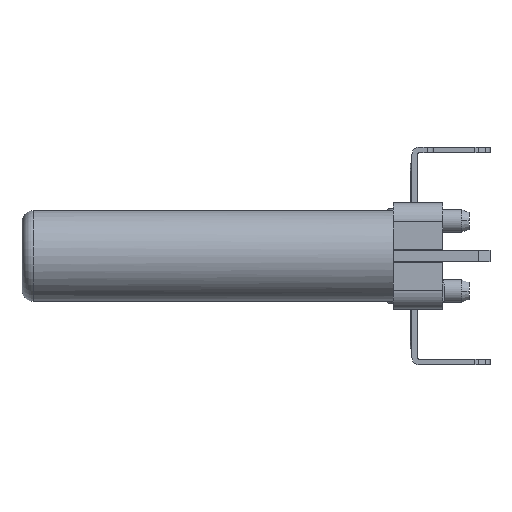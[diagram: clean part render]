
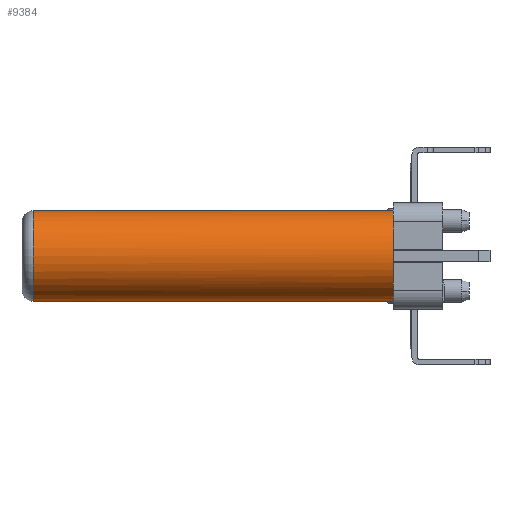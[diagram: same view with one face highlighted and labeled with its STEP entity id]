
A CAD part, left-side view. The second image highlights one B-rep face of the part: STEP entity #9384.
In plain terms, the highlighted cylindrical face has radius 1.2 mm (diameter 2.4 mm), a partial arc.
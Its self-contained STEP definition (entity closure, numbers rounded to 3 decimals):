
#684=CARTESIAN_POINT('',(-2.925,0.49,0.));
#685=DIRECTION('',(0.,1.,0.));
#686=DIRECTION('',(-0.989,0.,0.146));
#687=AXIS2_PLACEMENT_3D('',#684,#685,#686);
#1022=CARTESIAN_POINT('',(-2.925,0.,0.));
#1023=DIRECTION('',(0.,1.,0.));
#1024=DIRECTION('',(-0.989,0.,-0.146));
#1025=AXIS2_PLACEMENT_3D('',#1022,#1023,#1024);
#1031=CARTESIAN_POINT('',(-2.925,0.,0.));
#1032=DIRECTION('',(0.,1.,0.));
#1033=DIRECTION('',(-0.992,0.,0.125));
#1034=AXIS2_PLACEMENT_3D('',#1031,#1032,#1033);
#1088=DIRECTION('',(0.,1.,0.));
#1089=VECTOR('',#1088,0.49);
#1090=CARTESIAN_POINT('',(-4.116,0.,-0.15));
#1091=LINE('',#1090,#1089);
#1092=DIRECTION('',(0.,1.,0.));
#1093=VECTOR('',#1092,0.49);
#1094=CARTESIAN_POINT('',(-4.112,0.,-0.175));
#1095=LINE('',#1094,#1093);
#1096=DIRECTION('',(0.,1.,0.));
#1097=VECTOR('',#1096,9.5);
#1098=CARTESIAN_POINT('',(-2.925,0.49,-1.2));
#1099=LINE('',#1098,#1097);
#1100=DIRECTION('',(0.,-1.,0.));
#1101=VECTOR('',#1100,9.5);
#1102=CARTESIAN_POINT('',(-2.925,9.99,1.2));
#1103=LINE('',#1102,#1101);
#1104=DIRECTION('',(0.,-1.,0.));
#1105=VECTOR('',#1104,0.49);
#1106=CARTESIAN_POINT('',(-4.112,0.49,0.175));
#1107=LINE('',#1106,#1105);
#1108=DIRECTION('',(0.,1.,0.));
#1109=VECTOR('',#1108,0.49);
#1110=CARTESIAN_POINT('',(-4.116,0.,0.15));
#1111=LINE('',#1110,#1109);
#1112=CARTESIAN_POINT('',(-2.925,0.49,0.));
#1113=DIRECTION('',(0.,-1.,0.));
#1114=DIRECTION('',(-0.992,0.,0.125));
#1115=AXIS2_PLACEMENT_3D('',#1112,#1113,#1114);
#1185=CARTESIAN_POINT('',(-2.925,0.49,0.));
#1186=DIRECTION('',(0.,1.,0.));
#1187=DIRECTION('',(0.,0.,-1.));
#1188=AXIS2_PLACEMENT_3D('',#1185,#1186,#1187);
#2953=CARTESIAN_POINT('',(-2.925,9.99,0.));
#2954=DIRECTION('',(0.,-1.,0.));
#2955=DIRECTION('',(0.,0.,1.));
#2956=AXIS2_PLACEMENT_3D('',#2953,#2954,#2955);
#2958=CARTESIAN_POINT('',(-2.925,9.99,0.));
#2959=DIRECTION('',(0.,-1.,0.));
#2960=DIRECTION('',(-1.,0.,0.));
#2961=AXIS2_PLACEMENT_3D('',#2958,#2959,#2960);
#6435=CARTESIAN_POINT('',(-4.112,0.,0.175));
#6436=VERTEX_POINT('',#6435);
#6437=CARTESIAN_POINT('',(-4.112,0.49,0.175));
#6438=VERTEX_POINT('',#6437);
#6483=CARTESIAN_POINT('',(-4.112,0.49,-0.175));
#6484=VERTEX_POINT('',#6483);
#6485=CARTESIAN_POINT('',(-4.112,0.,-0.175));
#6486=VERTEX_POINT('',#6485);
#6895=CARTESIAN_POINT('',(-2.925,0.49,-1.2));
#6896=VERTEX_POINT('',#6895);
#6903=CARTESIAN_POINT('',(-2.925,9.99,-1.2));
#6904=VERTEX_POINT('',#6903);
#6911=CARTESIAN_POINT('',(-4.125,9.99,0.));
#6912=VERTEX_POINT('',#6911);
#6913=CARTESIAN_POINT('',(-2.925,9.99,1.2));
#6914=VERTEX_POINT('',#6913);
#6915=CARTESIAN_POINT('',(-2.925,0.49,1.2));
#6916=VERTEX_POINT('',#6915);
#7844=CARTESIAN_POINT('',(-4.116,0.,-0.15));
#7845=CARTESIAN_POINT('',(-4.116,0.49,-0.15));
#7846=VERTEX_POINT('',#7844);
#7847=VERTEX_POINT('',#7845);
#7848=CARTESIAN_POINT('',(-4.116,0.,0.15));
#7849=CARTESIAN_POINT('',(-4.116,0.49,0.15));
#7850=VERTEX_POINT('',#7848);
#7851=VERTEX_POINT('',#7849);
#9357=CARTESIAN_POINT('',(-2.925,0.,0.));
#9358=DIRECTION('',(0.,1.,0.));
#9359=DIRECTION('',(1.,0.,0.));
#9360=AXIS2_PLACEMENT_3D('',#9357,#9358,#9359);
#9361=CYLINDRICAL_SURFACE('',#9360,1.2);
#9363=ORIENTED_EDGE('',*,*,#9362,.F.);
#9364=ORIENTED_EDGE('',*,*,#9253,.F.);
#9365=ORIENTED_EDGE('',*,*,#8934,.T.);
#9367=ORIENTED_EDGE('',*,*,#9366,.F.);
#9369=ORIENTED_EDGE('',*,*,#9368,.T.);
#9371=ORIENTED_EDGE('',*,*,#9370,.F.);
#9373=ORIENTED_EDGE('',*,*,#9372,.F.);
#9375=ORIENTED_EDGE('',*,*,#9374,.T.);
#9376=ORIENTED_EDGE('',*,*,#8652,.F.);
#9377=ORIENTED_EDGE('',*,*,#8726,.T.);
#9378=ORIENTED_EDGE('',*,*,#9261,.F.);
#9380=ORIENTED_EDGE('',*,*,#9379,.T.);
#9381=ORIENTED_EDGE('',*,*,#9346,.T.);
#9382=EDGE_LOOP('',(#9363,#9364,#9365,#9367,#9369,#9371,#9373,#9375,#9376,#9377,
#9378,#9380,#9381));
#9383=FACE_OUTER_BOUND('',#9382,.F.);
#688=CIRCLE('',#687,1.2);
#1026=CIRCLE('',#1025,1.2);
#1035=CIRCLE('',#1034,1.2);
#1116=CIRCLE('',#1115,1.2);
#1189=CIRCLE('',#1188,1.2);
#2957=CIRCLE('',#2956,1.2);
#2962=CIRCLE('',#2961,1.2);
#8652=EDGE_CURVE('',#6438,#6916,#688,.T.);
#8726=EDGE_CURVE('',#6438,#6436,#1107,.T.);
#8934=EDGE_CURVE('',#6486,#6484,#1095,.T.);
#9253=EDGE_CURVE('',#6486,#7846,#1026,.T.);
#9261=EDGE_CURVE('',#7850,#6436,#1035,.T.);
#9346=EDGE_CURVE('',#7851,#7847,#1116,.T.);
#9362=EDGE_CURVE('',#7846,#7847,#1091,.T.);
#9366=EDGE_CURVE('',#6896,#6484,#1189,.T.);
#9368=EDGE_CURVE('',#6896,#6904,#1099,.T.);
#9370=EDGE_CURVE('',#6912,#6904,#2962,.T.);
#9372=EDGE_CURVE('',#6914,#6912,#2957,.T.);
#9374=EDGE_CURVE('',#6914,#6916,#1103,.T.);
#9379=EDGE_CURVE('',#7850,#7851,#1111,.T.);
#9384=ADVANCED_FACE('',(#9383),#9361,.T.);
